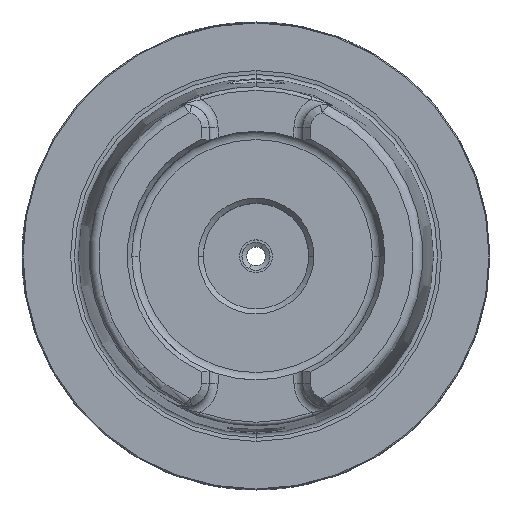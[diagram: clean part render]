
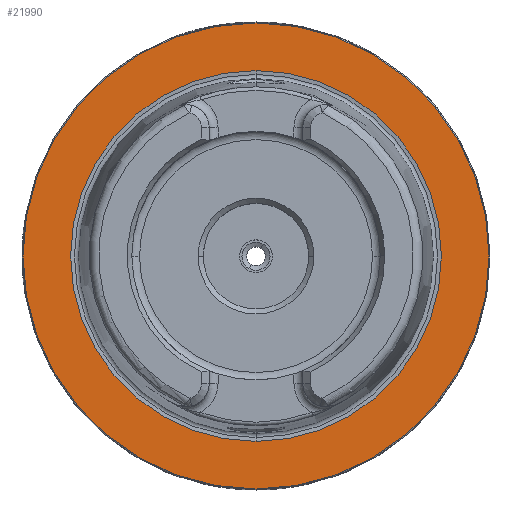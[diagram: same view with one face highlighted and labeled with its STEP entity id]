
A CAD part, top view. The second image highlights one B-rep face of the part: STEP entity #21990.
In plain terms, the highlighted planar face has unit normal (0, 0, 1).
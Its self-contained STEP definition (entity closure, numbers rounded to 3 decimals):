
#307 = VERTEX_POINT ( 'NONE', #13213 ) ;
#348 = AXIS2_PLACEMENT_3D ( 'NONE', #23411, #23499, #21640 ) ;
#701 = FACE_BOUND ( 'NONE', #22516, .T. ) ;
#852 = EDGE_CURVE ( 'NONE', #307, #17028, #21039, .T. ) ;
#1530 = AXIS2_PLACEMENT_3D ( 'NONE', #10654, #11873, #14551 ) ;
#1713 = EDGE_CURVE ( 'NONE', #5344, #15740, #20002, .T. ) ;
#2144 = DIRECTION ( 'NONE',  ( 0., 1., 0. ) ) ;
#2974 = CIRCLE ( 'NONE', #16050, 39.59 ) ;
#5344 = VERTEX_POINT ( 'NONE', #27381 ) ;
#6717 = FACE_OUTER_BOUND ( 'NONE', #10646, .T. ) ;
#6726 = ORIENTED_EDGE ( 'NONE', *, *, #18592, .T. ) ;
#7334 = CARTESIAN_POINT ( 'NONE',  ( 0., -49.765, 0. ) ) ;
#8924 = DIRECTION ( 'NONE',  ( 0., 0., 1. ) ) ;
#9391 = DIRECTION ( 'NONE',  ( 0., 0., 1. ) ) ;
#10160 = ORIENTED_EDGE ( 'NONE', *, *, #1713, .T. ) ;
#10646 = EDGE_LOOP ( 'NONE', ( #26164, #12458 ) ) ;
#10654 = CARTESIAN_POINT ( 'NONE',  ( 0., 0., 0. ) ) ;
#11576 = PLANE ( 'NONE',  #18929 ) ;
#11873 = DIRECTION ( 'NONE',  ( 0., 0., -1. ) ) ;
#11918 = AXIS2_PLACEMENT_3D ( 'NONE', #22358, #8924, #24601 ) ;
#12458 = ORIENTED_EDGE ( 'NONE', *, *, #852, .T. ) ;
#12826 = EDGE_CURVE ( 'NONE', #17028, #307, #13744, .T. ) ;
#13213 = CARTESIAN_POINT ( 'NONE',  ( 0., 49.765, 0. ) ) ;
#13744 = CIRCLE ( 'NONE', #11918, 49.765 ) ;
#14551 = DIRECTION ( 'NONE',  ( 0., 1., 0. ) ) ;
#15645 = DIRECTION ( 'NONE',  ( 0., 0., -1. ) ) ;
#15740 = VERTEX_POINT ( 'NONE', #28201 ) ;
#16050 = AXIS2_PLACEMENT_3D ( 'NONE', #28977, #15645, #2144 ) ;
#17028 = VERTEX_POINT ( 'NONE', #7334 ) ;
#18592 = EDGE_CURVE ( 'NONE', #15740, #5344, #2974, .T. ) ;
#18929 = AXIS2_PLACEMENT_3D ( 'NONE', #22826, #9391, #25064 ) ;
#20002 = CIRCLE ( 'NONE', #1530, 39.59 ) ;
#21039 = CIRCLE ( 'NONE', #348, 49.765 ) ;
#21640 = DIRECTION ( 'NONE',  ( 0., -1., 0. ) ) ;
#21990 = ADVANCED_FACE ( 'NONE', ( #6717, #701 ), #11576, .T. ) ;
#22358 = CARTESIAN_POINT ( 'NONE',  ( 0., 0., 0. ) ) ;
#22516 = EDGE_LOOP ( 'NONE', ( #6726, #10160 ) ) ;
#22826 = CARTESIAN_POINT ( 'NONE',  ( 0., 49.965, 0. ) ) ;
#23411 = CARTESIAN_POINT ( 'NONE',  ( 0., 0., 0. ) ) ;
#23499 = DIRECTION ( 'NONE',  ( 0., 0., 1. ) ) ;
#24601 = DIRECTION ( 'NONE',  ( 0., -1., 0. ) ) ;
#25064 = DIRECTION ( 'NONE',  ( 0., -1., 0. ) ) ;
#26164 = ORIENTED_EDGE ( 'NONE', *, *, #12826, .T. ) ;
#27381 = CARTESIAN_POINT ( 'NONE',  ( 0., 39.59, 0. ) ) ;
#28201 = CARTESIAN_POINT ( 'NONE',  ( 0., -39.59, 0. ) ) ;
#28977 = CARTESIAN_POINT ( 'NONE',  ( 0., 0., 0. ) ) ;
